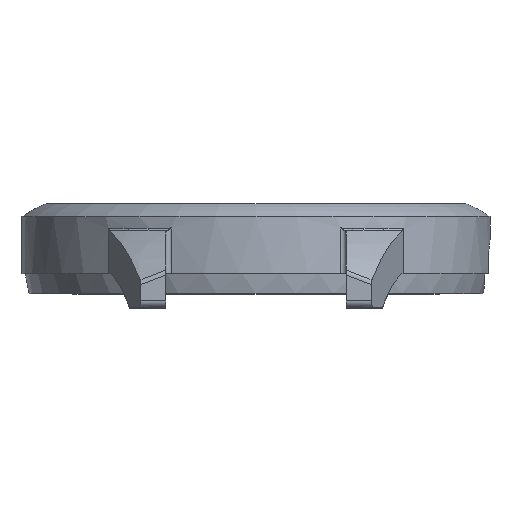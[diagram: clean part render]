
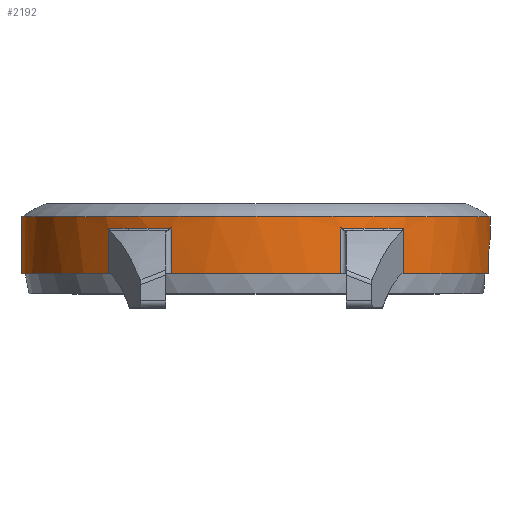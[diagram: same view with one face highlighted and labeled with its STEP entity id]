
A CAD part, top view. The second image highlights one B-rep face of the part: STEP entity #2192.
In plain terms, the highlighted cylindrical face has radius 18.25 mm (diameter 36.5 mm), a partial arc.
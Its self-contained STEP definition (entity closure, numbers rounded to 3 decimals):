
#328=CARTESIAN_POINT('',(0.,-5.45,0.));
#329=DIRECTION('',(0.,-1.,0.));
#330=DIRECTION('',(0.363,0.,0.932));
#331=AXIS2_PLACEMENT_3D('',#328,#329,#330);
#346=DIRECTION('',(0.,1.,0.));
#347=VECTOR('',#346,1.75);
#348=CARTESIAN_POINT('',(18.25,-2.75,0.));
#349=LINE('',#348,#347);
#350=DIRECTION('',(0.,1.,0.));
#351=VECTOR('',#350,4.45);
#352=CARTESIAN_POINT('',(-18.25,-5.45,0.));
#353=LINE('',#352,#351);
#388=CARTESIAN_POINT('',(18.25,-2.75,0.));
#389=CARTESIAN_POINT('',(18.25,-2.75,0.122));
#390=CARTESIAN_POINT('',(18.248,-2.769,0.368));
#391=CARTESIAN_POINT('',(18.236,-2.867,0.752));
#392=CARTESIAN_POINT('',(18.217,-3.029,1.108));
#393=CARTESIAN_POINT('',(18.196,-3.236,1.411));
#394=CARTESIAN_POINT('',(18.175,-3.47,1.664));
#395=CARTESIAN_POINT('',(18.149,-3.809,1.926));
#396=CARTESIAN_POINT('',(18.127,-4.198,2.117));
#397=CARTESIAN_POINT('',(18.113,-4.614,2.23));
#398=CARTESIAN_POINT('',(18.109,-5.037,2.263));
#399=CARTESIAN_POINT('',(18.113,-5.313,2.233));
#400=CARTESIAN_POINT('',(18.116,-5.45,2.205));
#402=CARTESIAN_POINT('',(0.,-5.45,0.));
#403=DIRECTION('',(0.,-1.,0.));
#404=DIRECTION('',(0.993,0.,0.121));
#405=AXIS2_PLACEMENT_3D('',#402,#403,#404);
#407=CARTESIAN_POINT('',(0.,-1.9,0.));
#408=DIRECTION('',(0.,-1.,0.));
#409=DIRECTION('',(0.63,0.,0.776));
#410=AXIS2_PLACEMENT_3D('',#407,#408,#409);
#412=CARTESIAN_POINT('',(0.,-1.9,0.));
#413=DIRECTION('',(0.,1.,0.));
#414=DIRECTION('',(-0.63,0.,0.776));
#415=AXIS2_PLACEMENT_3D('',#412,#413,#414);
#417=CARTESIAN_POINT('',(0.,-5.45,0.));
#418=DIRECTION('',(0.,1.,0.));
#419=DIRECTION('',(-1.,0.,0.));
#420=AXIS2_PLACEMENT_3D('',#417,#418,#419);
#427=DIRECTION('',(0.,1.,0.));
#428=VECTOR('',#427,3.55);
#429=CARTESIAN_POINT('',(11.5,-5.45,14.171));
#430=LINE('',#429,#428);
#573=DIRECTION('',(0.,-1.,0.));
#574=VECTOR('',#573,3.55);
#575=CARTESIAN_POINT('',(6.616,-1.9,17.008));
#576=LINE('',#575,#574);
#670=DIRECTION('',(0.,-1.,0.));
#671=VECTOR('',#670,3.55);
#672=CARTESIAN_POINT('',(-6.616,-1.9,17.008));
#673=LINE('',#672,#671);
#777=DIRECTION('',(0.,1.,0.));
#778=VECTOR('',#777,3.55);
#779=CARTESIAN_POINT('',(-11.5,-5.45,14.171));
#780=LINE('',#779,#778);
#899=CARTESIAN_POINT('',(0.,-1.,0.));
#900=DIRECTION('',(0.,1.,0.));
#901=DIRECTION('',(-1.,0.,0.));
#902=AXIS2_PLACEMENT_3D('',#899,#900,#901);
#1417=CARTESIAN_POINT('',(18.25,-2.75,0.));
#1418=CARTESIAN_POINT('',(18.25,-1.,0.));
#1419=VERTEX_POINT('',#1417);
#1420=VERTEX_POINT('',#1418);
#1447=CARTESIAN_POINT('',(-18.25,-5.45,0.));
#1448=CARTESIAN_POINT('',(-18.25,-1.,0.));
#1449=VERTEX_POINT('',#1447);
#1450=VERTEX_POINT('',#1448);
#1487=CARTESIAN_POINT('',(6.616,-5.45,17.008));
#1489=VERTEX_POINT('',#1487);
#1503=CARTESIAN_POINT('',(18.116,-5.45,2.205));
#1505=VERTEX_POINT('',#1503);
#1507=CARTESIAN_POINT('',(11.5,-5.45,14.171));
#1508=VERTEX_POINT('',#1507);
#1551=CARTESIAN_POINT('',(11.5,-1.9,14.171));
#1552=VERTEX_POINT('',#1551);
#1553=CARTESIAN_POINT('',(6.616,-1.9,17.008));
#1554=VERTEX_POINT('',#1553);
#1589=CARTESIAN_POINT('',(-11.5,-5.45,14.171));
#1591=VERTEX_POINT('',#1589);
#1606=CARTESIAN_POINT('',(-6.616,-5.45,17.008));
#1608=VERTEX_POINT('',#1606);
#1611=CARTESIAN_POINT('',(-11.5,-1.9,14.171));
#1612=VERTEX_POINT('',#1611);
#1613=CARTESIAN_POINT('',(-6.616,-1.9,17.008));
#1614=VERTEX_POINT('',#1613);
#2164=CARTESIAN_POINT('',(0.,0.,0.));
#2165=DIRECTION('',(0.,-1.,0.));
#2166=DIRECTION('',(1.,0.,0.));
#2167=AXIS2_PLACEMENT_3D('',#2164,#2165,#2166);
#2168=CYLINDRICAL_SURFACE('',#2167,18.25);
#2169=ORIENTED_EDGE('',*,*,#2138,.F.);
#2171=ORIENTED_EDGE('',*,*,#2170,.T.);
#2172=ORIENTED_EDGE('',*,*,#2106,.T.);
#2174=ORIENTED_EDGE('',*,*,#2173,.T.);
#2176=ORIENTED_EDGE('',*,*,#2175,.T.);
#2178=ORIENTED_EDGE('',*,*,#2177,.T.);
#2179=ORIENTED_EDGE('',*,*,#2098,.T.);
#2181=ORIENTED_EDGE('',*,*,#2180,.F.);
#2183=ORIENTED_EDGE('',*,*,#2182,.F.);
#2185=ORIENTED_EDGE('',*,*,#2184,.F.);
#2186=ORIENTED_EDGE('',*,*,#2090,.F.);
#2187=ORIENTED_EDGE('',*,*,#2142,.T.);
#2189=ORIENTED_EDGE('',*,*,#2188,.T.);
#2190=EDGE_LOOP('',(#2169,#2171,#2172,#2174,#2176,#2178,#2179,#2181,#2183,#2185,
#2186,#2187,#2189));
#2191=FACE_OUTER_BOUND('',#2190,.F.);
#2192=ADVANCED_FACE('',(#2191),#2168,.T.);
#332=CIRCLE('',#331,18.25);
#401=B_SPLINE_CURVE_WITH_KNOTS('',3,(#388,#389,#390,#391,#392,#393,#394,#395,
#396,#397,#398,#399,#400),.UNSPECIFIED.,.F.,.F.,(4,1,1,1,1,1,1,1,1,1,4),(0.,
0.1,0.2,0.3,0.4,0.5,0.6,0.7,0.8,0.9,1.),.UNSPECIFIED.);
#406=CIRCLE('',#405,18.25);
#411=CIRCLE('',#410,18.25);
#416=CIRCLE('',#415,18.25);
#421=CIRCLE('',#420,18.25);
#903=CIRCLE('',#902,18.25);
#2090=EDGE_CURVE('',#1449,#1591,#421,.T.);
#2098=EDGE_CURVE('',#1489,#1608,#332,.T.);
#2106=EDGE_CURVE('',#1505,#1508,#406,.T.);
#2138=EDGE_CURVE('',#1419,#1420,#349,.T.);
#2142=EDGE_CURVE('',#1449,#1450,#353,.T.);
#2170=EDGE_CURVE('',#1419,#1505,#401,.T.);
#2173=EDGE_CURVE('',#1508,#1552,#430,.T.);
#2175=EDGE_CURVE('',#1552,#1554,#411,.T.);
#2177=EDGE_CURVE('',#1554,#1489,#576,.T.);
#2180=EDGE_CURVE('',#1614,#1608,#673,.T.);
#2182=EDGE_CURVE('',#1612,#1614,#416,.T.);
#2184=EDGE_CURVE('',#1591,#1612,#780,.T.);
#2188=EDGE_CURVE('',#1450,#1420,#903,.T.);
